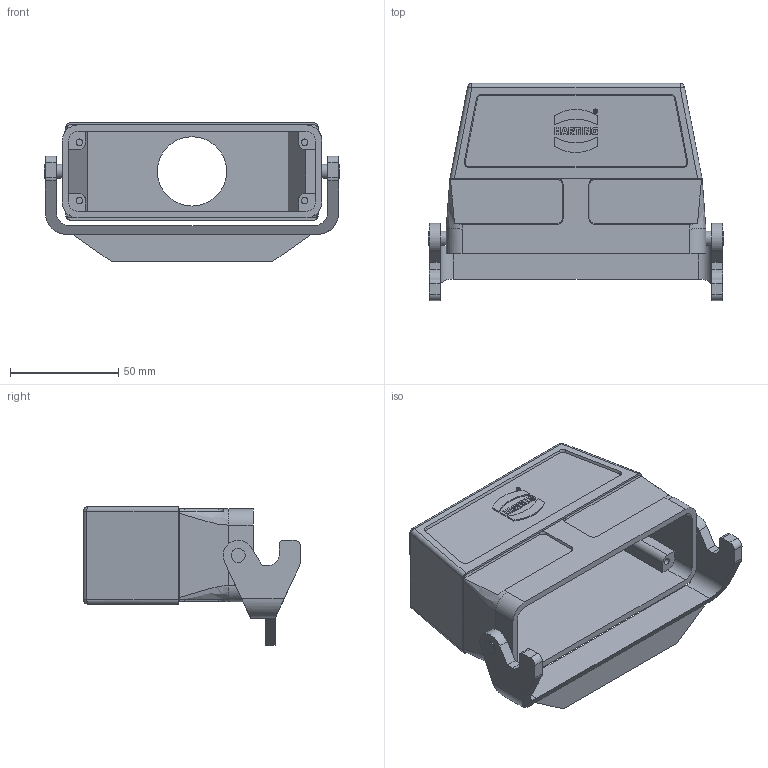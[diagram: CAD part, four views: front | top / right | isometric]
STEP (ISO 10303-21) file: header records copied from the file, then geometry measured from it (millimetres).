
FILE_DESCRIPTION(/* description */ (''),/* implementation_level */ '2;1');
FILE_NAME(/* name */ '100110726ugm000_b.stp',/* time_stamp */ '2017-11-03T10:20:44+01:00',/* author */ (''),/* organization */ (''),/* preprocessor_version */ 'ST-DEVELOPER v16',/* originating_system */ 'SIEMENS PLM Software NX 10.0',/* authorisation */ '');
FILE_SCHEMA (('AUTOMOTIVE_DESIGN { 1 0 10303 214 3 1 1 1 }'));
Length unit declared in the file: millimetre
Products named in the file (1): 100110726ugm000_b
Bounding box: 136.4 x 100.3 x 64 mm (x, y, z)
Volume: 108246.8 mm3; surface area: 65553.8 mm2
Topology: 1 solids, 1 shells, 267 faces, 695 edges, 455 vertices
Faces by surface type: plane 182, cylinder 44, bspline 25, cone 16
Full cylindrical faces by diameter (mm): 1.507 x1, 1.972 x1, 3 x4, 6.5 x4, 32 x1
Entity records: 10446 total; most frequent: CARTESIAN_POINT 2863, ORIENTED_EDGE 1360, DIRECTION 1196, EDGE_CURVE 680, LINE 482, VECTOR 482, VERTEX_POINT 452, AXIS2_PLACEMENT_3D 357
